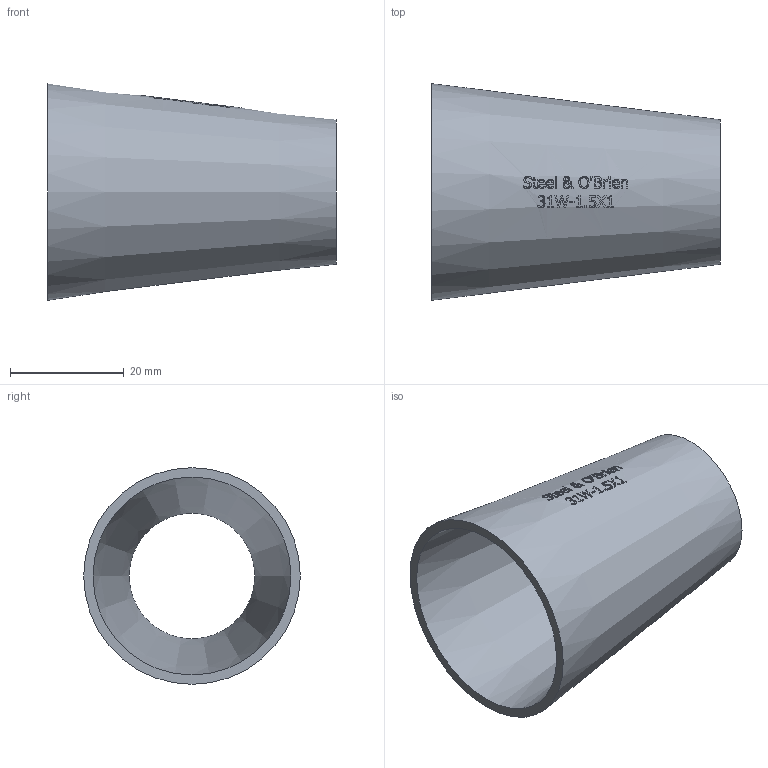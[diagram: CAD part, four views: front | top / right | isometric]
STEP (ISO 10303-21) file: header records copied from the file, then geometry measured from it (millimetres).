
FILE_DESCRIPTION(/* description */ (''),/* implementation_level */ '2;1');
FILE_NAME(/* name */ '31W-1.5X1.stp',/* time_stamp */ '2019-07-30T14:26:35-04:00',/* author */ ('rick'),/* organization */ (''),/* preprocessor_version */ 'ST-DEVELOPER v15.2',/* originating_system */ 'Autodesk Inventor 2014',/* authorisation */ '');
FILE_SCHEMA (('AUTOMOTIVE_DESIGN { 1 0 10303 214 3 1 1 }'));
Length unit declared in the file: inch
Products named in the file (1): 31W-1.5X1
Bounding box: 50.8 x 38.1 x 38.1 mm (x, y, z)
Volume: 7928.2 mm3; surface area: 10016.3 mm2
Topology: 1 solids, 1 shells, 347 faces, 942 edges, 628 vertices
Faces by surface type: plane 160, bspline 154, cone 33
Entity records: 13799 total; most frequent: CARTESIAN_POINT 5875, ORIENTED_EDGE 1880, DIRECTION 1192, EDGE_CURVE 940, VERTEX_POINT 628, LINE 460, VECTOR 460, EDGE_LOOP 382
